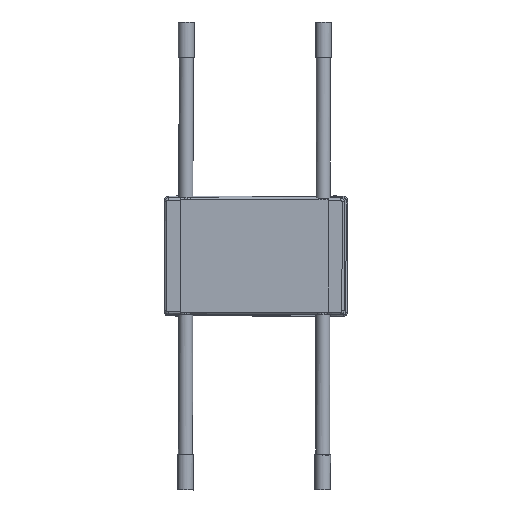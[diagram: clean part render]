
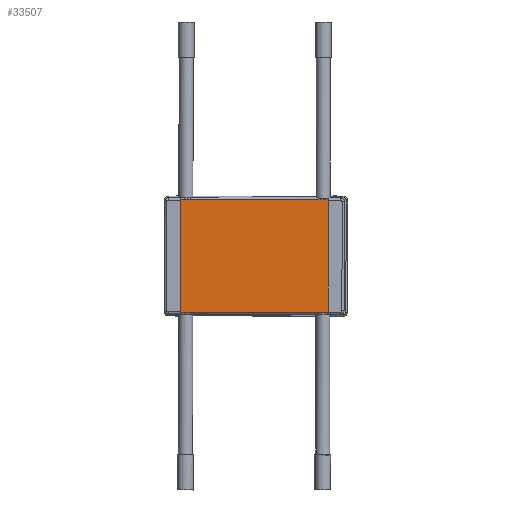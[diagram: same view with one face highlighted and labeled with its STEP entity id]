
A CAD part, front view. The second image highlights one B-rep face of the part: STEP entity #33507.
In plain terms, the highlighted planar face has unit normal (0, -1, 0).
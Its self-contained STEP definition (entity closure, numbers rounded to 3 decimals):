
#221=B_SPLINE_CURVE_WITH_KNOTS('',3,(#57680,#57681,#57682,#57683),
 .UNSPECIFIED.,.F.,.F.,(4,4),(0.607,0.636),
 .UNSPECIFIED.);
#223=B_SPLINE_CURVE_WITH_KNOTS('',3,(#57729,#57730,#57731,#57732),
 .UNSPECIFIED.,.F.,.F.,(4,4),(1.419,1.422),
 .UNSPECIFIED.);
#225=B_SPLINE_CURVE_WITH_KNOTS('',3,(#57754,#57755,#57756,#57757),
 .UNSPECIFIED.,.F.,.F.,(4,4),(0.628,0.636),
 .UNSPECIFIED.);
#227=B_SPLINE_CURVE_WITH_KNOTS('',3,(#57778,#57779,#57780,#57781),
 .UNSPECIFIED.,.F.,.F.,(4,4),(1.419,1.447),
 .UNSPECIFIED.);
#2399=PLANE('',#36796);
#4102=FACE_OUTER_BOUND('',#6256,.T.);
#6256=EDGE_LOOP('',(#31141,#31142,#31143,#31144,#31145,#31146,#31147,#31148,
#31149,#31150,#31151,#31152));
#9437=LINE('',#57665,#12645);
#9442=LINE('',#57692,#12650);
#9445=LINE('',#57698,#12653);
#9448=LINE('',#57704,#12656);
#9451=LINE('',#57710,#12659);
#9454=LINE('',#57716,#12662);
#9458=LINE('',#57741,#12666);
#9462=LINE('',#57766,#12670);
#12645=VECTOR('',#46103,10.);
#12650=VECTOR('',#46110,10.);
#12653=VECTOR('',#46115,10.);
#12656=VECTOR('',#46120,10.);
#12659=VECTOR('',#46125,10.);
#12662=VECTOR('',#46130,10.);
#12666=VECTOR('',#46136,10.);
#12670=VECTOR('',#46142,10.);
#17113=VERTEX_POINT('',#57663);
#17114=VERTEX_POINT('',#57664);
#17117=VERTEX_POINT('',#57679);
#17119=VERTEX_POINT('',#57691);
#17121=VERTEX_POINT('',#57697);
#17123=VERTEX_POINT('',#57703);
#17125=VERTEX_POINT('',#57709);
#17127=VERTEX_POINT('',#57715);
#17129=VERTEX_POINT('',#57728);
#17131=VERTEX_POINT('',#57740);
#17133=VERTEX_POINT('',#57753);
#17135=VERTEX_POINT('',#57765);
#21773=EDGE_CURVE('',#17113,#17114,#9437,.T.);
#21777=EDGE_CURVE('',#17113,#17117,#221,.T.);
#21780=EDGE_CURVE('',#17119,#17117,#9442,.T.);
#21783=EDGE_CURVE('',#17119,#17121,#9445,.T.);
#21786=EDGE_CURVE('',#17123,#17121,#9448,.T.);
#21789=EDGE_CURVE('',#17125,#17123,#9451,.T.);
#21792=EDGE_CURVE('',#17127,#17125,#9454,.T.);
#21795=EDGE_CURVE('',#17127,#17129,#223,.T.);
#21798=EDGE_CURVE('',#17131,#17129,#9458,.T.);
#21801=EDGE_CURVE('',#17131,#17133,#225,.T.);
#21804=EDGE_CURVE('',#17135,#17133,#9462,.T.);
#21807=EDGE_CURVE('',#17135,#17114,#227,.T.);
#31141=ORIENTED_EDGE('',*,*,#21807,.T.);
#31142=ORIENTED_EDGE('',*,*,#21773,.F.);
#31143=ORIENTED_EDGE('',*,*,#21777,.T.);
#31144=ORIENTED_EDGE('',*,*,#21780,.F.);
#31145=ORIENTED_EDGE('',*,*,#21783,.T.);
#31146=ORIENTED_EDGE('',*,*,#21786,.F.);
#31147=ORIENTED_EDGE('',*,*,#21789,.F.);
#31148=ORIENTED_EDGE('',*,*,#21792,.F.);
#31149=ORIENTED_EDGE('',*,*,#21795,.T.);
#31150=ORIENTED_EDGE('',*,*,#21798,.F.);
#31151=ORIENTED_EDGE('',*,*,#21801,.T.);
#31152=ORIENTED_EDGE('',*,*,#21804,.F.);
#33507=ADVANCED_FACE('',(#4102),#2399,.F.);
#36796=AXIS2_PLACEMENT_3D('',#57787,#46147,#46148);
#46103=DIRECTION('',(1.,0.,-0.001));
#46110=DIRECTION('',(1.,0.,-0.001));
#46115=DIRECTION('',(-0.002,0.,-1.));
#46120=DIRECTION('',(-1.,0.,0.001));
#46125=DIRECTION('',(-0.002,0.,-1.));
#46130=DIRECTION('',(1.,0.,-0.001));
#46136=DIRECTION('',(1.,0.,-0.001));
#46142=DIRECTION('',(1.,0.,-0.001));
#46147=DIRECTION('center_axis',(0.,1.,0.));
#46148=DIRECTION('ref_axis',(-1.,0.,0.));
#57663=CARTESIAN_POINT('',(922.433,-101.24,-839.879));
#57664=CARTESIAN_POINT('',(933.873,-101.24,-839.889));
#57665=CARTESIAN_POINT('',(920.767,-101.24,-839.878));
#57679=CARTESIAN_POINT('',(922.149,-101.24,-839.886));
#57680=CARTESIAN_POINT('Ctrl Pts',(922.433,-101.24,-839.879));
#57681=CARTESIAN_POINT('Ctrl Pts',(922.338,-101.24,-839.884));
#57682=CARTESIAN_POINT('Ctrl Pts',(922.244,-101.24,-839.886));
#57683=CARTESIAN_POINT('Ctrl Pts',(922.149,-101.24,-839.886));
#57691=CARTESIAN_POINT('',(920.767,-101.24,-839.885));
#57692=CARTESIAN_POINT('',(903.149,-101.24,-839.869));
#57697=CARTESIAN_POINT('',(920.473,-101.24,-1000.884));
#57698=CARTESIAN_POINT('',(920.767,-101.24,-839.878));
#57703=CARTESIAN_POINT('',(1130.473,-101.24,-1001.068));
#57704=CARTESIAN_POINT('',(1130.473,-101.24,-1001.068));
#57709=CARTESIAN_POINT('',(1130.788,-101.24,-840.068));
#57710=CARTESIAN_POINT('',(1130.788,-101.24,-840.068));
#57715=CARTESIAN_POINT('',(1129.149,-101.24,-840.066));
#57716=CARTESIAN_POINT('',(1129.149,-101.24,-840.066));
#57728=CARTESIAN_POINT('',(1129.124,-101.24,-840.066));
#57729=CARTESIAN_POINT('Ctrl Pts',(1129.149,-101.24,-840.066));
#57730=CARTESIAN_POINT('Ctrl Pts',(1129.14,-101.24,-840.066));
#57731=CARTESIAN_POINT('Ctrl Pts',(1129.132,-101.24,-840.066));
#57732=CARTESIAN_POINT('Ctrl Pts',(1129.124,-101.24,-840.066));
#57740=CARTESIAN_POINT('',(1117.221,-101.24,-840.056));
#57741=CARTESIAN_POINT('',(920.767,-101.24,-839.878));
#57753=CARTESIAN_POINT('',(1117.149,-101.24,-840.056));
#57754=CARTESIAN_POINT('Ctrl Pts',(1117.221,-101.24,-840.056));
#57755=CARTESIAN_POINT('Ctrl Pts',(1117.197,-101.24,-840.056));
#57756=CARTESIAN_POINT('Ctrl Pts',(1117.173,-101.24,-840.056));
#57757=CARTESIAN_POINT('Ctrl Pts',(1117.149,-101.24,-840.056));
#57765=CARTESIAN_POINT('',(934.149,-101.24,-839.896));
#57766=CARTESIAN_POINT('',(934.149,-101.24,-839.896));
#57778=CARTESIAN_POINT('Ctrl Pts',(934.149,-101.24,-839.896));
#57779=CARTESIAN_POINT('Ctrl Pts',(934.057,-101.24,-839.896));
#57780=CARTESIAN_POINT('Ctrl Pts',(933.965,-101.24,-839.894));
#57781=CARTESIAN_POINT('Ctrl Pts',(933.873,-101.24,-839.889));
#57787=CARTESIAN_POINT('Origin',(1025.579,-101.24,-920.476));
